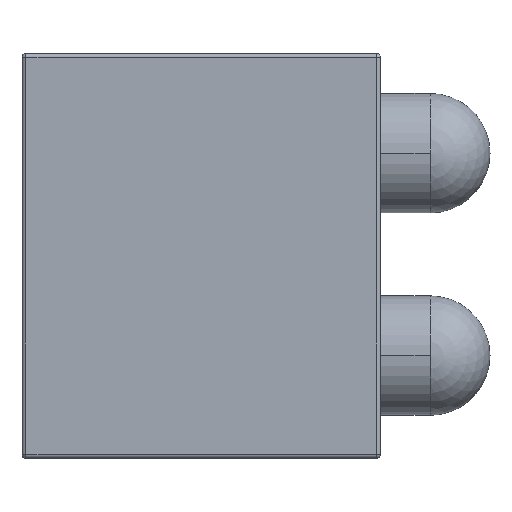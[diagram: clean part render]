
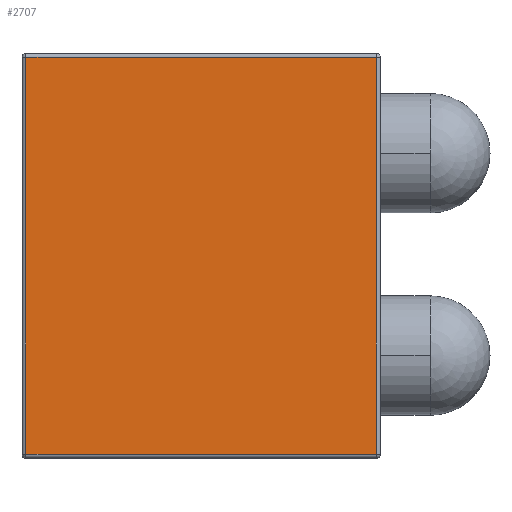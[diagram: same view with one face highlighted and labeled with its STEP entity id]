
A CAD part, top view. The second image highlights one B-rep face of the part: STEP entity #2707.
In plain terms, the highlighted planar face has unit normal (0, 0, 1).
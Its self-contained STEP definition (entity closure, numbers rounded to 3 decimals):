
#114 = EDGE_CURVE ( 'NONE', #294, #658, #3273, .T. ) ;
#159 = CARTESIAN_POINT ( 'NONE',  ( 0.1, 10.06, 2.25 ) ) ;
#221 = ORIENTED_EDGE ( 'NONE', *, *, #287, .T. ) ;
#287 = EDGE_CURVE ( 'NONE', #658, #679, #3236, .T. ) ;
#294 = VERTEX_POINT ( 'NONE', #958 ) ;
#342 = CARTESIAN_POINT ( 'NONE',  ( 0., 10.06, 2.25 ) ) ;
#348 = DIRECTION ( 'NONE',  ( -1., 0., 0. ) ) ;
#438 = ORIENTED_EDGE ( 'NONE', *, *, #1285, .T. ) ;
#450 = FACE_OUTER_BOUND ( 'NONE', #801, .T. ) ;
#574 = ORIENTED_EDGE ( 'NONE', *, *, #114, .T. ) ;
#658 = VERTEX_POINT ( 'NONE', #159 ) ;
#679 = VERTEX_POINT ( 'NONE', #2276 ) ;
#801 = EDGE_LOOP ( 'NONE', ( #830, #574, #221, #438 ) ) ;
#830 = ORIENTED_EDGE ( 'NONE', *, *, #2193, .T. ) ;
#908 = DIRECTION ( 'NONE',  ( 0., -1., 0. ) ) ;
#917 = CARTESIAN_POINT ( 'NONE',  ( 0.1, 0., 2.25 ) ) ;
#958 = CARTESIAN_POINT ( 'NONE',  ( 8.9, 10.06, 2.25 ) ) ;
#991 = VERTEX_POINT ( 'NONE', #2639 ) ;
#1285 = EDGE_CURVE ( 'NONE', #679, #991, #2154, .T. ) ;
#1605 = VECTOR ( 'NONE', #3208, 1000. ) ;
#1611 = LINE ( 'NONE', #3215, #1605 ) ;
#1833 = AXIS2_PLACEMENT_3D ( 'NONE', #2423, #2417, #2415 ) ;
#2092 = CARTESIAN_POINT ( 'NONE',  ( 0., 0.1, 2.25 ) ) ;
#2154 = LINE ( 'NONE', #2092, #2156 ) ;
#2156 = VECTOR ( 'NONE', #2387, 1000. ) ;
#2193 = EDGE_CURVE ( 'NONE', #991, #294, #1611, .T. ) ;
#2276 = CARTESIAN_POINT ( 'NONE',  ( 0.1, 0.1, 2.25 ) ) ;
#2387 = DIRECTION ( 'NONE',  ( 1., 0., 0. ) ) ;
#2415 = DIRECTION ( 'NONE',  ( -1., 0., 0. ) ) ;
#2417 = DIRECTION ( 'NONE',  ( 0., 0., -1. ) ) ;
#2423 = CARTESIAN_POINT ( 'NONE',  ( 0., 0., 2.25 ) ) ;
#2460 = PLANE ( 'NONE',  #1833 ) ;
#2571 = VECTOR ( 'NONE', #348, 1000. ) ;
#2639 = CARTESIAN_POINT ( 'NONE',  ( 8.9, 0.1, 2.25 ) ) ;
#2707 = ADVANCED_FACE ( 'NONE', ( #450 ), #2460, .F. ) ;
#3078 = VECTOR ( 'NONE', #908, 1000. ) ;
#3208 = DIRECTION ( 'NONE',  ( 0., 1., 0. ) ) ;
#3215 = CARTESIAN_POINT ( 'NONE',  ( 8.9, 0., 2.25 ) ) ;
#3236 = LINE ( 'NONE', #917, #3078 ) ;
#3273 = LINE ( 'NONE', #342, #2571 ) ;
